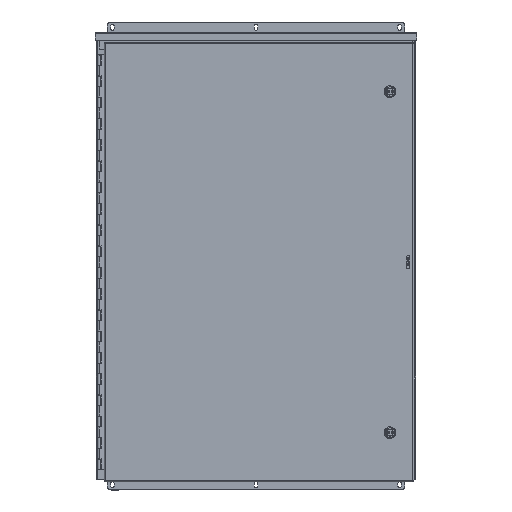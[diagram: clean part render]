
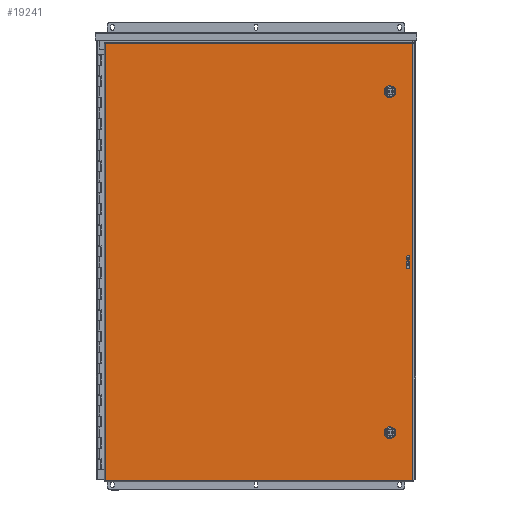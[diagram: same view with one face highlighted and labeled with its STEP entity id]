
A CAD part, top view. The second image highlights one B-rep face of the part: STEP entity #19241.
In plain terms, the highlighted planar face has unit normal (0, 0, 1).
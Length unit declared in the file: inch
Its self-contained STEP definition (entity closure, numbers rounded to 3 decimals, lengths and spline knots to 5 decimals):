
#797=FACE_BOUND('',#2960,.T.);
#798=FACE_BOUND('',#2961,.T.);
#799=FACE_BOUND('',#2962,.T.);
#949=CIRCLE('',#20359,0.453);
#951=CIRCLE('',#20363,0.453);
#953=CIRCLE('',#20367,0.453);
#955=CIRCLE('',#20371,0.453);
#957=CIRCLE('',#20400,0.453);
#959=CIRCLE('',#20404,0.453);
#961=CIRCLE('',#20408,0.453);
#963=CIRCLE('',#20412,0.453);
#964=CIRCLE('',#20419,0.125);
#966=CIRCLE('',#20422,0.125);
#1840=FACE_OUTER_BOUND('',#2959,.T.);
#2959=EDGE_LOOP('',(#13013,#13014,#13015,#13016));
#2960=EDGE_LOOP('',(#13017,#13018,#13019,#13020,#13021,#13022,#13023,#13024));
#2961=EDGE_LOOP('',(#13025,#13026,#13027,#13028,#13029,#13030,#13031,#13032));
#2962=EDGE_LOOP('',(#13033,#13034,#13035,#13036));
#4178=LINE('',#28345,#6016);
#4182=LINE('',#28357,#6020);
#4186=LINE('',#28369,#6024);
#4190=LINE('',#28379,#6028);
#4240=LINE('',#28699,#6078);
#4257=LINE('',#28913,#6095);
#4261=LINE('',#28927,#6099);
#4265=LINE('',#28939,#6103);
#4269=LINE('',#28951,#6107);
#4273=LINE('',#28961,#6111);
#4277=LINE('',#28972,#6115);
#4283=LINE('',#28990,#6121);
#4285=LINE('',#28994,#6123);
#4286=LINE('',#28997,#6124);
#6016=VECTOR('',#22753,0.42712);
#6020=VECTOR('',#22765,0.42712);
#6024=VECTOR('',#22777,0.42712);
#6028=VECTOR('',#22789,0.42712);
#6078=VECTOR('',#22873,41.102);
#6095=VECTOR('',#22906,41.102);
#6099=VECTOR('',#22918,0.42712);
#6103=VECTOR('',#22930,0.42712);
#6107=VECTOR('',#22942,0.42712);
#6111=VECTOR('',#22954,0.42712);
#6115=VECTOR('',#22966,1.);
#6121=VECTOR('',#22986,1.);
#6123=VECTOR('',#22992,28.9145);
#6124=VECTOR('',#22997,28.9145);
#7781=VERTEX_POINT('',#28336);
#7782=VERTEX_POINT('',#28338);
#7784=VERTEX_POINT('',#28344);
#7786=VERTEX_POINT('',#28350);
#7788=VERTEX_POINT('',#28356);
#7790=VERTEX_POINT('',#28362);
#7792=VERTEX_POINT('',#28368);
#7794=VERTEX_POINT('',#28374);
#7807=VERTEX_POINT('',#28476);
#7823=VERTEX_POINT('',#28594);
#7838=VERTEX_POINT('',#28698);
#7846=VERTEX_POINT('',#28847);
#7849=VERTEX_POINT('',#28918);
#7850=VERTEX_POINT('',#28920);
#7852=VERTEX_POINT('',#28926);
#7854=VERTEX_POINT('',#28932);
#7856=VERTEX_POINT('',#28938);
#7858=VERTEX_POINT('',#28944);
#7860=VERTEX_POINT('',#28950);
#7862=VERTEX_POINT('',#28956);
#7863=VERTEX_POINT('',#28968);
#7865=VERTEX_POINT('',#28971);
#7867=VERTEX_POINT('',#28977);
#7869=VERTEX_POINT('',#28983);
#9653=EDGE_CURVE('',#7782,#7781,#949,.T.);
#9656=EDGE_CURVE('',#7784,#7782,#4178,.T.);
#9659=EDGE_CURVE('',#7786,#7784,#951,.T.);
#9662=EDGE_CURVE('',#7788,#7786,#4182,.T.);
#9665=EDGE_CURVE('',#7790,#7788,#953,.T.);
#9668=EDGE_CURVE('',#7792,#7790,#4186,.T.);
#9671=EDGE_CURVE('',#7794,#7792,#955,.T.);
#9674=EDGE_CURVE('',#7781,#7794,#4190,.T.);
#9739=EDGE_CURVE('',#7838,#7823,#4240,.T.);
#9765=EDGE_CURVE('',#7807,#7846,#4257,.T.);
#9768=EDGE_CURVE('',#7850,#7849,#957,.T.);
#9771=EDGE_CURVE('',#7852,#7850,#4261,.T.);
#9774=EDGE_CURVE('',#7854,#7852,#959,.T.);
#9777=EDGE_CURVE('',#7856,#7854,#4265,.T.);
#9780=EDGE_CURVE('',#7858,#7856,#961,.T.);
#9783=EDGE_CURVE('',#7860,#7858,#4269,.T.);
#9786=EDGE_CURVE('',#7862,#7860,#963,.T.);
#9789=EDGE_CURVE('',#7849,#7862,#4273,.T.);
#9793=EDGE_CURVE('',#7865,#7863,#4277,.T.);
#9796=EDGE_CURVE('',#7867,#7863,#964,.T.);
#9799=EDGE_CURVE('',#7865,#7869,#966,.T.);
#9803=EDGE_CURVE('',#7867,#7869,#4283,.T.);
#9805=EDGE_CURVE('',#7823,#7807,#4285,.T.);
#9806=EDGE_CURVE('',#7846,#7838,#4286,.T.);
#13013=ORIENTED_EDGE('',*,*,#9765,.T.);
#13014=ORIENTED_EDGE('',*,*,#9806,.T.);
#13015=ORIENTED_EDGE('',*,*,#9739,.T.);
#13016=ORIENTED_EDGE('',*,*,#9805,.T.);
#13017=ORIENTED_EDGE('',*,*,#9653,.T.);
#13018=ORIENTED_EDGE('',*,*,#9674,.T.);
#13019=ORIENTED_EDGE('',*,*,#9671,.T.);
#13020=ORIENTED_EDGE('',*,*,#9668,.T.);
#13021=ORIENTED_EDGE('',*,*,#9665,.T.);
#13022=ORIENTED_EDGE('',*,*,#9662,.T.);
#13023=ORIENTED_EDGE('',*,*,#9659,.T.);
#13024=ORIENTED_EDGE('',*,*,#9656,.T.);
#13025=ORIENTED_EDGE('',*,*,#9768,.T.);
#13026=ORIENTED_EDGE('',*,*,#9789,.T.);
#13027=ORIENTED_EDGE('',*,*,#9786,.T.);
#13028=ORIENTED_EDGE('',*,*,#9783,.T.);
#13029=ORIENTED_EDGE('',*,*,#9780,.T.);
#13030=ORIENTED_EDGE('',*,*,#9777,.T.);
#13031=ORIENTED_EDGE('',*,*,#9774,.T.);
#13032=ORIENTED_EDGE('',*,*,#9771,.T.);
#13033=ORIENTED_EDGE('',*,*,#9793,.T.);
#13034=ORIENTED_EDGE('',*,*,#9796,.F.);
#13035=ORIENTED_EDGE('',*,*,#9803,.T.);
#13036=ORIENTED_EDGE('',*,*,#9799,.F.);
#17513=PLANE('',#20430);
#19241=ADVANCED_FACE('',(#1840,#797,#798,#799),#17513,.T.);
#20359=AXIS2_PLACEMENT_3D('',#28339,#22747,#22748);
#20363=AXIS2_PLACEMENT_3D('',#28351,#22759,#22760);
#20367=AXIS2_PLACEMENT_3D('',#28363,#22771,#22772);
#20371=AXIS2_PLACEMENT_3D('',#28375,#22783,#22784);
#20400=AXIS2_PLACEMENT_3D('',#28921,#22912,#22913);
#20404=AXIS2_PLACEMENT_3D('',#28933,#22924,#22925);
#20408=AXIS2_PLACEMENT_3D('',#28945,#22936,#22937);
#20412=AXIS2_PLACEMENT_3D('',#28957,#22948,#22949);
#20419=AXIS2_PLACEMENT_3D('',#28978,#22971,#22972);
#20422=AXIS2_PLACEMENT_3D('',#28984,#22978,#22979);
#20430=AXIS2_PLACEMENT_3D('',#28999,#23000,#23001);
#22747=DIRECTION('center_axis',(0.,0.,-1.));
#22748=DIRECTION('ref_axis',(0.882,0.471,0.));
#22753=DIRECTION('',(1.,0.,0.));
#22759=DIRECTION('center_axis',(0.,0.,-1.));
#22760=DIRECTION('ref_axis',(-0.471,0.882,0.));
#22765=DIRECTION('',(0.,1.,0.));
#22771=DIRECTION('center_axis',(0.,0.,-1.));
#22772=DIRECTION('ref_axis',(-0.882,-0.471,0.));
#22777=DIRECTION('',(-1.,0.,0.));
#22783=DIRECTION('center_axis',(0.,0.,-1.));
#22784=DIRECTION('ref_axis',(0.471,-0.882,0.));
#22789=DIRECTION('',(0.,-1.,0.));
#22873=DIRECTION('',(0.,-1.,0.));
#22906=DIRECTION('',(0.,1.,0.));
#22912=DIRECTION('center_axis',(0.,0.,-1.));
#22913=DIRECTION('ref_axis',(0.882,0.471,0.));
#22918=DIRECTION('',(1.,0.,0.));
#22924=DIRECTION('center_axis',(0.,0.,-1.));
#22925=DIRECTION('ref_axis',(-0.471,0.882,0.));
#22930=DIRECTION('',(0.,1.,0.));
#22936=DIRECTION('center_axis',(0.,0.,-1.));
#22937=DIRECTION('ref_axis',(-0.882,-0.471,0.));
#22942=DIRECTION('',(-1.,0.,0.));
#22948=DIRECTION('center_axis',(0.,0.,-1.));
#22949=DIRECTION('ref_axis',(0.471,-0.882,0.));
#22954=DIRECTION('',(0.,-1.,0.));
#22966=DIRECTION('',(0.,-1.,0.));
#22971=DIRECTION('center_axis',(0.,0.,1.));
#22972=DIRECTION('ref_axis',(-0.707,-0.707,0.));
#22978=DIRECTION('center_axis',(0.,0.,1.));
#22979=DIRECTION('ref_axis',(0.707,0.707,0.));
#22986=DIRECTION('',(0.,1.,0.));
#22992=DIRECTION('',(1.,0.,0.));
#22997=DIRECTION('',(-1.,0.,0.));
#23000=DIRECTION('center_axis',(0.,0.,1.));
#23001=DIRECTION('ref_axis',(1.,0.,0.));
#28336=CARTESIAN_POINT('',(12.712,16.24481,0.074));
#28338=CARTESIAN_POINT('',(12.52612,16.43075,0.074));
#28339=CARTESIAN_POINT('Origin',(12.31248,16.0313,0.074));
#28344=CARTESIAN_POINT('',(12.099,16.43075,0.074));
#28345=CARTESIAN_POINT('',(6.26306,16.43075,0.074));
#28350=CARTESIAN_POINT('',(11.913,16.24481,0.074));
#28351=CARTESIAN_POINT('Origin',(12.31248,16.0312,0.074));
#28356=CARTESIAN_POINT('',(11.913,15.81769,0.074));
#28357=CARTESIAN_POINT('',(11.913,8.12241,0.074));
#28362=CARTESIAN_POINT('',(12.09894,15.63175,0.074));
#28363=CARTESIAN_POINT('Origin',(12.3125,16.03125,0.074));
#28368=CARTESIAN_POINT('',(12.52606,15.63175,0.074));
#28369=CARTESIAN_POINT('',(6.04947,15.63175,0.074));
#28374=CARTESIAN_POINT('',(12.712,15.81769,0.074));
#28375=CARTESIAN_POINT('Origin',(12.3125,16.03125,0.074));
#28379=CARTESIAN_POINT('',(12.712,7.90884,0.074));
#28476=CARTESIAN_POINT('',(14.45725,-20.551,0.074));
#28594=CARTESIAN_POINT('',(-14.45725,-20.551,0.074));
#28698=CARTESIAN_POINT('',(-14.45725,20.551,0.074));
#28699=CARTESIAN_POINT('',(-14.45725,10.2755,0.074));
#28847=CARTESIAN_POINT('',(14.45725,20.551,0.074));
#28913=CARTESIAN_POINT('',(14.45725,-10.2755,0.074));
#28918=CARTESIAN_POINT('',(12.712,-15.81769,0.074));
#28920=CARTESIAN_POINT('',(12.52612,-15.63175,0.074));
#28921=CARTESIAN_POINT('Origin',(12.31248,-16.0312,0.074));
#28926=CARTESIAN_POINT('',(12.099,-15.63175,0.074));
#28927=CARTESIAN_POINT('',(6.26306,-15.63175,0.074));
#28932=CARTESIAN_POINT('',(11.913,-15.81769,0.074));
#28933=CARTESIAN_POINT('Origin',(12.31248,-16.0313,0.074));
#28938=CARTESIAN_POINT('',(11.913,-16.24481,0.074));
#28939=CARTESIAN_POINT('',(11.913,-7.90884,0.074));
#28944=CARTESIAN_POINT('',(12.09894,-16.43075,0.074));
#28945=CARTESIAN_POINT('Origin',(12.3125,-16.03125,0.074));
#28950=CARTESIAN_POINT('',(12.52606,-16.43075,0.074));
#28951=CARTESIAN_POINT('',(6.04947,-16.43075,0.074));
#28956=CARTESIAN_POINT('',(12.712,-16.24481,0.074));
#28957=CARTESIAN_POINT('Origin',(12.3125,-16.03125,0.074));
#28961=CARTESIAN_POINT('',(12.712,-8.12241,0.074));
#28968=CARTESIAN_POINT('',(14.14063,-0.5,0.074));
#28971=CARTESIAN_POINT('',(14.14063,0.5,0.074));
#28972=CARTESIAN_POINT('',(14.14063,0.3125,0.074));
#28977=CARTESIAN_POINT('',(13.89063,-0.5,0.074));
#28978=CARTESIAN_POINT('Origin',(14.01563,-0.5,0.074));
#28983=CARTESIAN_POINT('',(13.89063,0.5,0.074));
#28984=CARTESIAN_POINT('Origin',(14.01563,0.5,0.074));
#28990=CARTESIAN_POINT('',(13.89063,-0.3125,0.074));
#28994=CARTESIAN_POINT('',(-7.22863,-20.551,0.074));
#28997=CARTESIAN_POINT('',(7.22863,20.551,0.074));
#28999=CARTESIAN_POINT('Origin',(0.,0.,
0.074));
